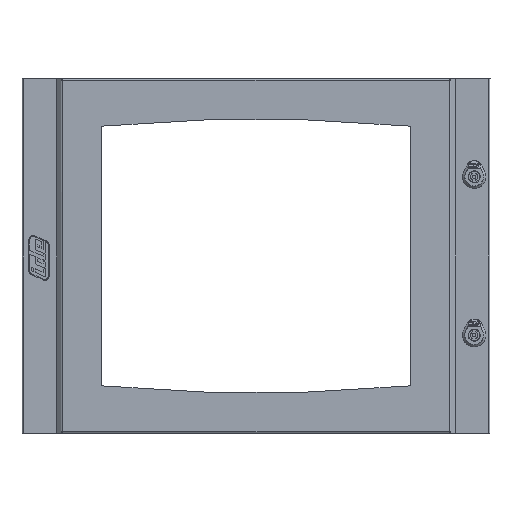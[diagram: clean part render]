
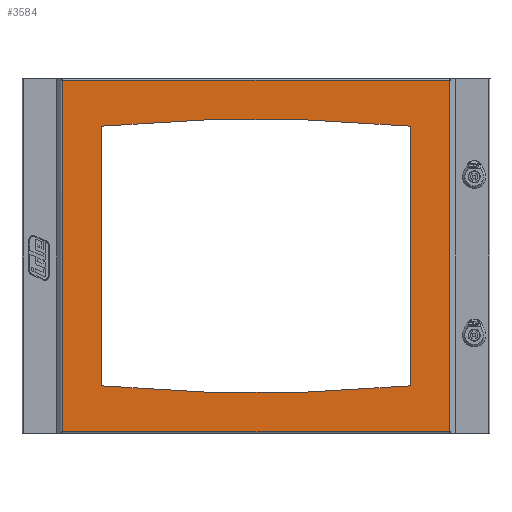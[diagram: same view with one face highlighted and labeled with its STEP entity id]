
A CAD part, front view. The second image highlights one B-rep face of the part: STEP entity #3584.
In plain terms, the highlighted face is planar.
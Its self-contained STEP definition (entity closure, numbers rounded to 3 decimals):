
#1466=FACE_BOUND('',#4822,.T.);
#1467=FACE_BOUND('',#4823,.T.);
#1610=B_SPLINE_CURVE_WITH_KNOTS('',1,(#14360,#14361),.UNSPECIFIED.,.F.,
 .F.,(2,2),(0.,1.),.UNSPECIFIED.);
#1612=B_SPLINE_CURVE_WITH_KNOTS('',1,(#14393,#14394),.UNSPECIFIED.,.F.,
 .F.,(2,2),(0.,1.),.UNSPECIFIED.);
#1931=LINE('',#13542,#2736);
#1935=LINE('',#13554,#2740);
#2048=LINE('',#14107,#2853);
#2070=LINE('',#14293,#2875);
#2079=LINE('',#14335,#2884);
#2088=LINE('',#14387,#2893);
#2089=LINE('',#14389,#2894);
#2090=LINE('',#14392,#2895);
#2736=VECTOR('',#11088,1.);
#2740=VECTOR('',#11100,1.);
#2853=VECTOR('',#11399,1.);
#2875=VECTOR('',#11459,1.);
#2884=VECTOR('',#11506,1.);
#2893=VECTOR('',#11553,1.);
#2894=VECTOR('',#11556,1.);
#2895=VECTOR('',#11557,1.);
#3584=ADVANCED_FACE('F93',(#1466,#1467),#4013,.T.);
#4013=PLANE('',#10320);
#4822=EDGE_LOOP('',(#6019,#6020,#6021,#6022,#6023,#6024,#6025,#6026));
#4823=EDGE_LOOP('',(#6027,#6028,#6029,#6030));
#6019=ORIENTED_EDGE('',*,*,#9008,.F.);
#6020=ORIENTED_EDGE('',*,*,#9009,.T.);
#6021=ORIENTED_EDGE('',*,*,#9007,.T.);
#6022=ORIENTED_EDGE('',*,*,#8994,.T.);
#6023=ORIENTED_EDGE('',*,*,#8919,.F.);
#6024=ORIENTED_EDGE('',*,*,#8983,.T.);
#6025=ORIENTED_EDGE('',*,*,#8965,.T.);
#6026=ORIENTED_EDGE('',*,*,#9010,.T.);
#6027=ORIENTED_EDGE('',*,*,#8740,.T.);
#6028=ORIENTED_EDGE('',*,*,#8737,.T.);
#6029=ORIENTED_EDGE('',*,*,#8734,.T.);
#6030=ORIENTED_EDGE('',*,*,#8731,.T.);
#7860=VERTEX_POINT('',#13540);
#7862=VERTEX_POINT('',#13543);
#7864=VERTEX_POINT('',#13549);
#7866=VERTEX_POINT('',#13555);
#7976=VERTEX_POINT('',#14106);
#7977=VERTEX_POINT('',#14108);
#8005=VERTEX_POINT('',#14292);
#8006=VERTEX_POINT('',#14294);
#8017=VERTEX_POINT('',#14362);
#8024=VERTEX_POINT('',#14384);
#8025=VERTEX_POINT('',#14390);
#8026=VERTEX_POINT('',#14391);
#8731=EDGE_CURVE('E396',#7862,#7860,#1931,.T.);
#8734=EDGE_CURVE('E395',#7864,#7862,#9866,.T.);
#8737=EDGE_CURVE('E394',#7866,#7864,#1935,.T.);
#8740=EDGE_CURVE('E393',#7860,#7866,#9868,.T.);
#8919=EDGE_CURVE('E269',#7976,#7977,#2048,.T.);
#8965=EDGE_CURVE('E258',#8006,#8005,#2070,.T.);
#8983=EDGE_CURVE('E391',#7976,#8006,#2079,.T.);
#8994=EDGE_CURVE('E390',#8017,#7977,#1610,.T.);
#9007=EDGE_CURVE('E266',#8024,#8017,#2088,.T.);
#9008=EDGE_CURVE('E273',#8025,#8026,#2089,.T.);
#9009=EDGE_CURVE('E389',#8025,#8024,#2090,.T.);
#9010=EDGE_CURVE('E392',#8005,#8026,#1612,.T.);
#9866=CIRCLE('',#10166,2425.);
#9868=CIRCLE('',#10170,2425.);
#10166=AXIS2_PLACEMENT_3D('',#13548,#11093,#11094);
#10170=AXIS2_PLACEMENT_3D('',#13560,#11105,#11106);
#10320=AXIS2_PLACEMENT_3D('',#14395,#11558,#11559);
#11088=DIRECTION('',(0.,0.,1.));
#11093=DIRECTION('',(0.,-1.,0.));
#11094=DIRECTION('',(0.,0.,-1.));
#11100=DIRECTION('',(0.,0.,-1.));
#11105=DIRECTION('',(0.,-1.,0.));
#11106=DIRECTION('',(0.,0.,-1.));
#11399=DIRECTION('',(0.,0.,1.));
#11459=DIRECTION('',(-1.,0.,0.));
#11506=DIRECTION('',(-1.,0.,0.));
#11553=DIRECTION('',(1.,0.,0.));
#11556=DIRECTION('',(0.,0.,-1.));
#11557=DIRECTION('',(1.,0.,0.));
#11558=DIRECTION('',(0.,1.,0.));
#11559=DIRECTION('',(0.,0.,-1.));
#13540=CARTESIAN_POINT('',(-15.515,-6.15,438.2));
#13542=CARTESIAN_POINT('',(-15.515,-6.15,653.));
#13543=CARTESIAN_POINT('',(-15.515,-6.15,67.8));
#13548=CARTESIAN_POINT('',(-235.515,-6.15,2482.8));
#13549=CARTESIAN_POINT('',(-455.515,-6.15,67.8));
#13554=CARTESIAN_POINT('',(-455.515,-6.15,653.));
#13555=CARTESIAN_POINT('',(-455.515,-6.15,438.2));
#13560=CARTESIAN_POINT('',(-235.515,-6.15,-1976.8));
#14106=CARTESIAN_POINT('',(40.947,-6.15,2.3));
#14107=CARTESIAN_POINT('',(40.947,-6.15,0.));
#14108=CARTESIAN_POINT('',(40.947,-6.15,503.7));
#14292=CARTESIAN_POINT('',(-511.515,-6.15,2.3));
#14293=CARTESIAN_POINT('',(-511.977,-6.15,2.3));
#14294=CARTESIAN_POINT('',(40.485,-6.15,2.3));
#14335=CARTESIAN_POINT('',(40.947,-6.15,2.3));
#14360=CARTESIAN_POINT('',(40.485,-6.15,503.7));
#14361=CARTESIAN_POINT('',(40.947,-6.15,503.7));
#14362=CARTESIAN_POINT('',(40.485,-6.15,503.7));
#14384=CARTESIAN_POINT('',(-511.515,-6.15,503.7));
#14387=CARTESIAN_POINT('',(-511.977,-6.15,503.7));
#14389=CARTESIAN_POINT('',(-511.977,-6.15,0.));
#14390=CARTESIAN_POINT('',(-511.977,-6.15,503.7));
#14391=CARTESIAN_POINT('',(-511.977,-6.15,2.3));
#14392=CARTESIAN_POINT('',(-511.977,-6.15,503.7));
#14393=CARTESIAN_POINT('',(-511.515,-6.15,2.3));
#14394=CARTESIAN_POINT('',(-511.977,-6.15,2.3));
#14395=CARTESIAN_POINT('',(-511.977,-6.15,2.3));
